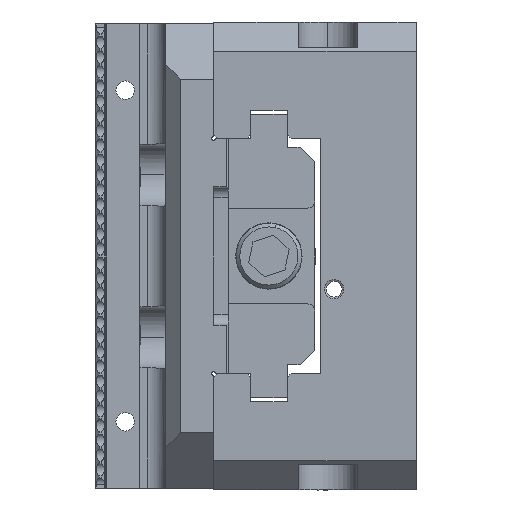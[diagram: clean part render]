
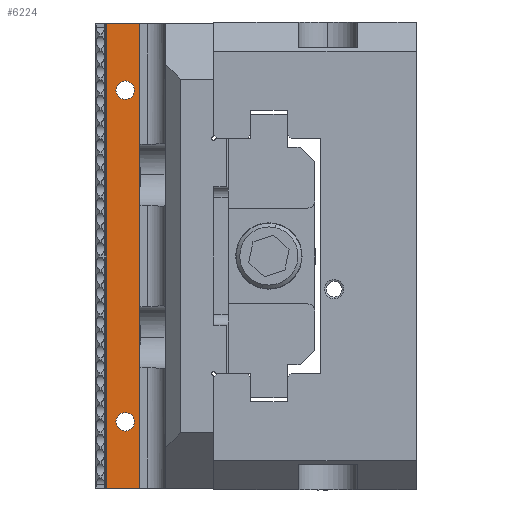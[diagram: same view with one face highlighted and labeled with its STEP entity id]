
A CAD part, left-side view. The second image highlights one B-rep face of the part: STEP entity #6224.
In plain terms, the highlighted face is planar.
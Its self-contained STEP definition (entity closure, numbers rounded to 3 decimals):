
#152 = ORIENTED_EDGE ( 'NONE', *, *, #630, .F. ) ;
#630 = EDGE_CURVE ( 'NONE', #8361, #9177, #9182, .T. ) ;
#1261 = CARTESIAN_POINT ( 'NONE',  ( -45., 10., -8. ) ) ;
#1584 = VECTOR ( 'NONE', #13653, 1000. ) ;
#1832 = EDGE_CURVE ( 'NONE', #14652, #14412, #9318, .T. ) ;
#2316 = CARTESIAN_POINT ( 'NONE',  ( 45., 10., -8. ) ) ;
#2468 = AXIS2_PLACEMENT_3D ( 'NONE', #12915, #3337, #8052 ) ;
#2508 = ORIENTED_EDGE ( 'NONE', *, *, #6717, .T. ) ;
#2862 = VECTOR ( 'NONE', #7090, 1000. ) ;
#2886 = CARTESIAN_POINT ( 'NONE',  ( -47.5, 10., -8. ) ) ;
#2899 = DIRECTION ( 'NONE',  ( 0., -1., 0. ) ) ;
#3022 = CARTESIAN_POINT ( 'NONE',  ( 63., 6.25, -8. ) ) ;
#3087 = VECTOR ( 'NONE', #2899, 1000. ) ;
#3337 = DIRECTION ( 'NONE',  ( 0., 0., -1. ) ) ;
#3393 = PLANE ( 'NONE',  #2468 ) ;
#3654 = LINE ( 'NONE', #8244, #5857 ) ;
#3859 = CARTESIAN_POINT ( 'NONE',  ( 47.5, 10., -8. ) ) ;
#4135 = AXIS2_PLACEMENT_3D ( 'NONE', #1261, #10648, #9232 ) ;
#4198 = AXIS2_PLACEMENT_3D ( 'NONE', #5688, #6851, #15152 ) ;
#4243 = VERTEX_POINT ( 'NONE', #3022 ) ;
#4500 = ORIENTED_EDGE ( 'NONE', *, *, #12796, .T. ) ;
#4726 = DIRECTION ( 'NONE',  ( 0., 0., -1. ) ) ;
#5053 = DIRECTION ( 'NONE',  ( -1., 0., 0. ) ) ;
#5688 = CARTESIAN_POINT ( 'NONE',  ( 45., 10., -8. ) ) ;
#5857 = VECTOR ( 'NONE', #14172, 1000. ) ;
#5906 = DIRECTION ( 'NONE',  ( -1., 0., 0. ) ) ;
#5949 = FACE_BOUND ( 'NONE', #14584, .T. ) ;
#6087 = ORIENTED_EDGE ( 'NONE', *, *, #13737, .F. ) ;
#6224 = ADVANCED_FACE ( 'NONE', ( #5949, #6320, #9848 ), #3393, .F. ) ;
#6315 = ORIENTED_EDGE ( 'NONE', *, *, #11203, .T. ) ;
#6320 = FACE_BOUND ( 'NONE', #15018, .T. ) ;
#6717 = EDGE_CURVE ( 'NONE', #12451, #13290, #9643, .T. ) ;
#6851 = DIRECTION ( 'NONE',  ( 0., 0., -1. ) ) ;
#6950 = CARTESIAN_POINT ( 'NONE',  ( 63., 15., -8. ) ) ;
#7090 = DIRECTION ( 'NONE',  ( 1., 0., 0. ) ) ;
#7446 = EDGE_LOOP ( 'NONE', ( #10605, #152, #14943, #6087 ) ) ;
#7579 = CARTESIAN_POINT ( 'NONE',  ( -63., 6.25, -8. ) ) ;
#8052 = DIRECTION ( 'NONE',  ( -1., 0., 0. ) ) ;
#8082 = CARTESIAN_POINT ( 'NONE',  ( -42.5, 10., -8. ) ) ;
#8244 = CARTESIAN_POINT ( 'NONE',  ( 63., 18., -8. ) ) ;
#8361 = VERTEX_POINT ( 'NONE', #8509 ) ;
#8509 = CARTESIAN_POINT ( 'NONE',  ( -63., 15., -8. ) ) ;
#8518 = VERTEX_POINT ( 'NONE', #7579 ) ;
#8539 = EDGE_CURVE ( 'NONE', #8361, #8518, #9580, .T. ) ;
#8659 = LINE ( 'NONE', #10135, #1584 ) ;
#9029 = CARTESIAN_POINT ( 'NONE',  ( -63., 18., -8. ) ) ;
#9177 = VERTEX_POINT ( 'NONE', #6950 ) ;
#9182 = LINE ( 'NONE', #9555, #2862 ) ;
#9232 = DIRECTION ( 'NONE',  ( -1., 0., 0. ) ) ;
#9318 = CIRCLE ( 'NONE', #15267, 2.5 ) ;
#9555 = CARTESIAN_POINT ( 'NONE',  ( -63.001, 15., -8. ) ) ;
#9580 = LINE ( 'NONE', #9029, #3087 ) ;
#9643 = CIRCLE ( 'NONE', #4198, 2.5 ) ;
#9848 = FACE_OUTER_BOUND ( 'NONE', #7446, .T. ) ;
#10135 = CARTESIAN_POINT ( 'NONE',  ( -63.001, 6.25, -8. ) ) ;
#10260 = CIRCLE ( 'NONE', #15301, 2.5 ) ;
#10570 = ORIENTED_EDGE ( 'NONE', *, *, #1832, .T. ) ;
#10605 = ORIENTED_EDGE ( 'NONE', *, *, #14000, .T. ) ;
#10648 = DIRECTION ( 'NONE',  ( 0., 0., -1. ) ) ;
#11203 = EDGE_CURVE ( 'NONE', #13290, #12451, #10260, .T. ) ;
#12451 = VERTEX_POINT ( 'NONE', #3859 ) ;
#12796 = EDGE_CURVE ( 'NONE', #14412, #14652, #13359, .T. ) ;
#12915 = CARTESIAN_POINT ( 'NONE',  ( -63.001, 18., -8. ) ) ;
#12976 = CARTESIAN_POINT ( 'NONE',  ( 42.5, 10., -8. ) ) ;
#13290 = VERTEX_POINT ( 'NONE', #12976 ) ;
#13359 = CIRCLE ( 'NONE', #4135, 2.5 ) ;
#13653 = DIRECTION ( 'NONE',  ( -1., 0., 0. ) ) ;
#13703 = CARTESIAN_POINT ( 'NONE',  ( -45., 10., -8. ) ) ;
#13737 = EDGE_CURVE ( 'NONE', #4243, #8518, #8659, .T. ) ;
#14000 = EDGE_CURVE ( 'NONE', #4243, #9177, #3654, .T. ) ;
#14172 = DIRECTION ( 'NONE',  ( 0., 1., 0. ) ) ;
#14412 = VERTEX_POINT ( 'NONE', #8082 ) ;
#14584 = EDGE_LOOP ( 'NONE', ( #6315, #2508 ) ) ;
#14605 = DIRECTION ( 'NONE',  ( 0., 0., -1. ) ) ;
#14652 = VERTEX_POINT ( 'NONE', #2886 ) ;
#14943 = ORIENTED_EDGE ( 'NONE', *, *, #8539, .T. ) ;
#15018 = EDGE_LOOP ( 'NONE', ( #10570, #4500 ) ) ;
#15152 = DIRECTION ( 'NONE',  ( -1., 0., 0. ) ) ;
#15267 = AXIS2_PLACEMENT_3D ( 'NONE', #13703, #14605, #5053 ) ;
#15301 = AXIS2_PLACEMENT_3D ( 'NONE', #2316, #4726, #5906 ) ;
